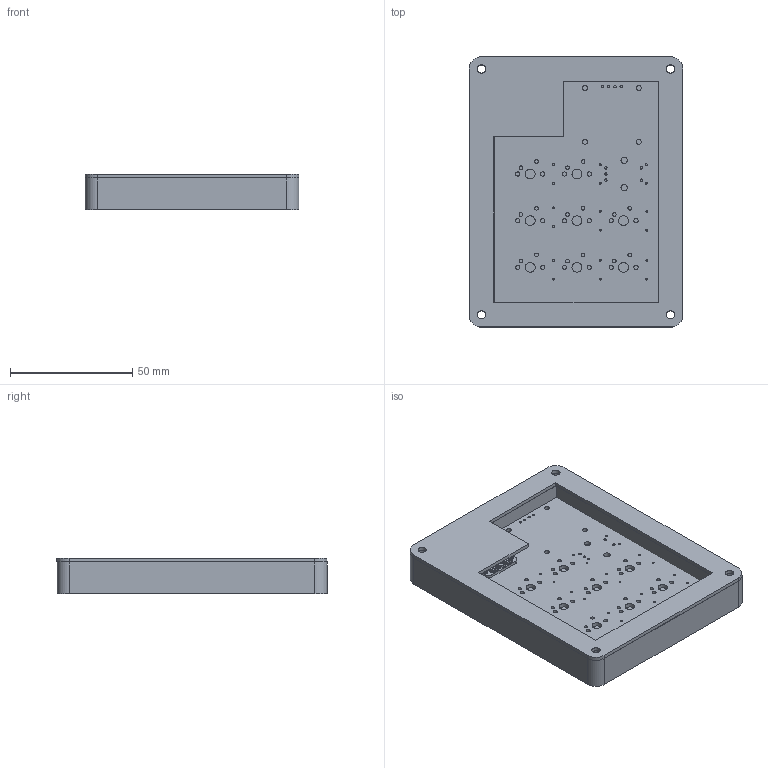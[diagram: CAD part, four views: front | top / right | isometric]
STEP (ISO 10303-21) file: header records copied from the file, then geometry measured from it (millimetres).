
FILE_DESCRIPTION(/* description */ ('STEP AP242','CAx-IF Rec.Pracs.---Representation and Presentation of Product Manufacturing Information (PMI)---4.0---2014-10-13','CAx-IF Rec.Pracs.---3D Tessellated Geometry---0.4---2014-09-14','2;1'),/* implementation_level */ '2;1');
FILE_NAME(/* name */ '682a37aff7cbfd168bbf9231',/* time_stamp */ '2025-05-18T19:40:33Z',/* author */ (''),/* organization */ (''),/* preprocessor_version */ 'ST-DEVELOPER v20',/* originating_system */ 'ONSHAPE BY PTC INC, 1.198',/* authorisation */ ' ');
FILE_SCHEMA (('AP242_MANAGED_MODEL_BASED_3D_ENGINEERING_MIM_LF { 1 0 10303 442 1 1 4 }'));
Length unit declared in the file: metre
Products named in the file (87): Assembly 1; Seeed Studio XIAO RP2040 v26; main; type-c v2; VDD; pizzapad_PCB; Part 1; VSS; DOUT; Shell; smd_button v3(Mirror); DIN; smd_button v3
Assembly tree (86 placements, depth 2):
  Assembly 1
    Seeed Studio XIAO RP2040 v26
    main
    Seeed Studio XIAO RP2040 v26
    Seeed Studio XIAO RP2040 v26
    type-c v2
    main
    type-c v2
    VDD
    Seeed Studio XIAO RP2040 v26
    Seeed Studio XIAO RP2040 v26
    type-c v2
    main
    pizzapad_PCB
    type-c v2
    Seeed Studio XIAO RP2040 v26
    Part 1
    Seeed Studio XIAO RP2040 v26
    main
    Seeed Studio XIAO RP2040 v26
    main
    Seeed Studio XIAO RP2040 v26
    VSS
    main
    DOUT
    type-c v2
    Seeed Studio XIAO RP2040 v26
    Seeed Studio XIAO RP2040 v26
    Seeed Studio XIAO RP2040 v26
    Seeed Studio XIAO RP2040 v26
    type-c v2
    Shell
    type-c v2
    type-c v2
    Seeed Studio XIAO RP2040 v26
    main
    Seeed Studio XIAO RP2040 v26
    Seeed Studio XIAO RP2040 v26
    smd_button v3(Mirror)
    type-c v2
    main
    Seeed Studio XIAO RP2040 v26
    Seeed Studio XIAO RP2040 v26
    Part 1
    type-c v2
    type-c v2
    type-c v2
    main
    Seeed Studio XIAO RP2040 v26
    type-c v2
    Seeed Studio XIAO RP2040 v26
    DIN
    Seeed Studio XIAO RP2040 v26
    type-c v2
    Seeed Studio XIAO RP2040 v26
    type-c v2
    Seeed Studio XIAO RP2040 v26
    Seeed Studio XIAO RP2040 v26
    type-c v2
    Seeed Studio XIAO RP2040 v26
Bounding box: 87.21 x 110.39 x 14.51 mm (x, y, z)
Volume: 78618.2 mm3; surface area: 52058.6 mm2
Topology: 86 solids, 86 shells, 1372 faces, 3513 edges, 2304 vertices
Faces by surface type: plane 874, cylinder 352, bspline 117, torus 12, sphere 11, cone 6
Full cylindrical faces by diameter (mm): 0.4 x1, 0.5 x2, 0.8 x32, 0.889 x14, 1 x9, 1.5 x18, 1.7 x16, 2 x5, 2.6 x2, 3.4 x8, 4 x8
Entity records: 45308 total; most frequent: CARTESIAN_POINT 8926, ORIENTED_EDGE 6768, DIRECTION 6484, EDGE_CURVE 3384, LINE 2354, VECTOR 2354, VERTEX_POINT 2300, AXIS2_PLACEMENT_3D 2065
